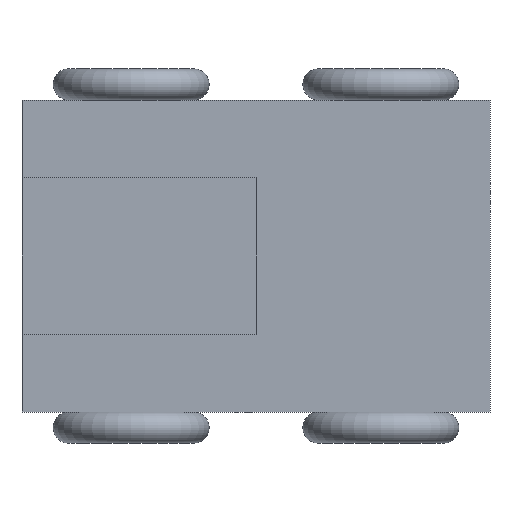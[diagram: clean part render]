
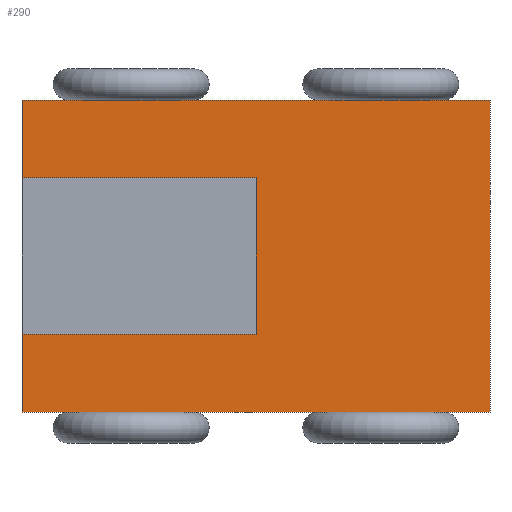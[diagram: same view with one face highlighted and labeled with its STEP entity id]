
A CAD part, front view. The second image highlights one B-rep face of the part: STEP entity #290.
In plain terms, the highlighted planar face has unit normal (0, -1, 0).
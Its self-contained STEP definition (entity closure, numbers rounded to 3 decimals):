
#48=FACE_OUTER_BOUND('',#70,.T.);
#70=EDGE_LOOP('',(#231,#232,#233,#234,#235,#236,#237,#238));
#86=LINE('',#458,#110);
#91=LINE('',#469,#115);
#93=LINE('',#472,#117);
#94=LINE('',#475,#118);
#98=LINE('',#482,#122);
#99=LINE('',#485,#123);
#102=LINE('',#491,#126);
#105=LINE('',#496,#129);
#110=VECTOR('',#362,10.);
#115=VECTOR('',#371,10.);
#117=VECTOR('',#375,10.);
#118=VECTOR('',#378,10.);
#122=VECTOR('',#382,10.);
#123=VECTOR('',#385,10.);
#126=VECTOR('',#390,10.);
#129=VECTOR('',#395,10.);
#132=VERTEX_POINT('',#452);
#134=VERTEX_POINT('',#456);
#137=VERTEX_POINT('',#466);
#138=VERTEX_POINT('',#468);
#139=VERTEX_POINT('',#474);
#142=VERTEX_POINT('',#480);
#143=VERTEX_POINT('',#484);
#145=VERTEX_POINT('',#490);
#158=EDGE_CURVE('',#132,#134,#86,.T.);
#163=EDGE_CURVE('',#138,#137,#91,.T.);
#165=EDGE_CURVE('',#134,#138,#93,.T.);
#166=EDGE_CURVE('',#139,#132,#94,.T.);
#170=EDGE_CURVE('',#137,#142,#98,.T.);
#171=EDGE_CURVE('',#142,#143,#99,.T.);
#174=EDGE_CURVE('',#143,#145,#102,.T.);
#177=EDGE_CURVE('',#145,#139,#105,.T.);
#231=ORIENTED_EDGE('',*,*,#163,.T.);
#232=ORIENTED_EDGE('',*,*,#170,.T.);
#233=ORIENTED_EDGE('',*,*,#171,.T.);
#234=ORIENTED_EDGE('',*,*,#174,.T.);
#235=ORIENTED_EDGE('',*,*,#177,.T.);
#236=ORIENTED_EDGE('',*,*,#166,.T.);
#237=ORIENTED_EDGE('',*,*,#158,.T.);
#238=ORIENTED_EDGE('',*,*,#165,.T.);
#272=PLANE('',#330);
#290=ADVANCED_FACE('',(#48),#272,.F.);
#330=AXIS2_PLACEMENT_3D('',#499,#399,#400);
#362=DIRECTION('',(1.,0.,0.));
#371=DIRECTION('',(-1.,0.,0.));
#375=DIRECTION('',(0.,0.,-1.));
#378=DIRECTION('',(0.,0.,-1.));
#382=DIRECTION('',(0.,0.,-1.));
#385=DIRECTION('',(1.,0.,0.));
#390=DIRECTION('',(0.,0.,1.));
#395=DIRECTION('',(-1.,0.,0.));
#399=DIRECTION('center_axis',(0.,1.,0.));
#400=DIRECTION('ref_axis',(1.,0.,0.));
#452=CARTESIAN_POINT('',(0.,0.,5.));
#456=CARTESIAN_POINT('',(15.,0.,5.));
#458=CARTESIAN_POINT('',(7.5,0.,5.));
#466=CARTESIAN_POINT('',(0.,0.,-5.));
#468=CARTESIAN_POINT('',(15.,0.,-5.));
#469=CARTESIAN_POINT('',(7.5,0.,-5.));
#472=CARTESIAN_POINT('',(15.,0.,0.));
#474=CARTESIAN_POINT('',(0.,0.,10.));
#475=CARTESIAN_POINT('',(0.,0.,10.));
#480=CARTESIAN_POINT('',(0.,0.,-10.));
#482=CARTESIAN_POINT('',(0.,0.,10.));
#484=CARTESIAN_POINT('',(30.,0.,-10.));
#485=CARTESIAN_POINT('',(0.,0.,-10.));
#490=CARTESIAN_POINT('',(30.,0.,10.));
#491=CARTESIAN_POINT('',(30.,0.,-10.));
#496=CARTESIAN_POINT('',(30.,0.,10.));
#499=CARTESIAN_POINT('Origin',(15.,0.,0.));
